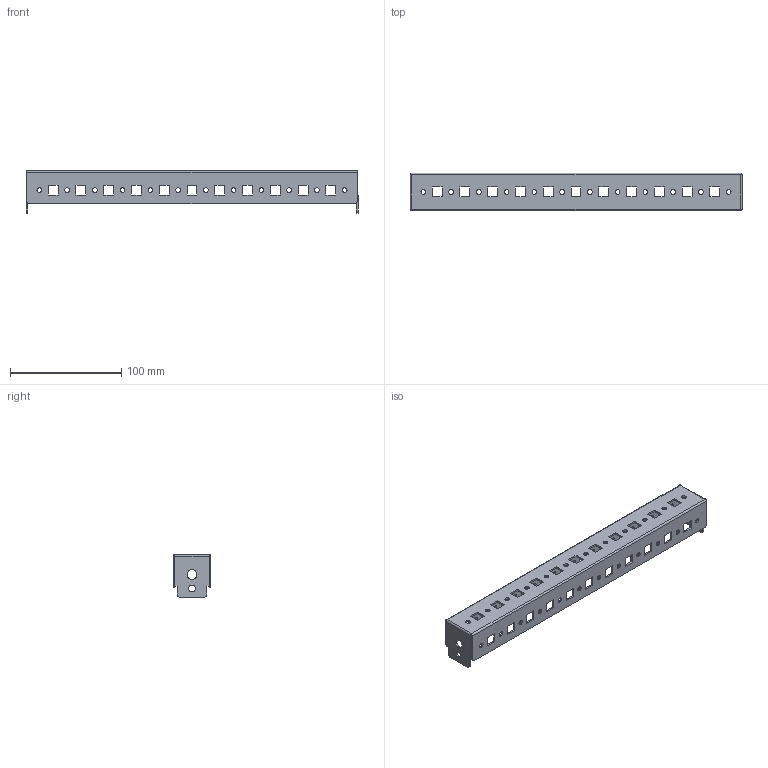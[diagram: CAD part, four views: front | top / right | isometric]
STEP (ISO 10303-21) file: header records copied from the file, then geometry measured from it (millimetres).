
FILE_DESCRIPTION (( 'STEP AP203' ), '1' );
FILE_NAME ('AC00C260.step', '2011-01-20T13:13:21', ( 'User' ), ( 'DKC' ), 'SwSTEP 2.0', 'SolidWorks 2010', '' );
FILE_SCHEMA (( 'CONFIG_CONTROL_DESIGN' ));
Length unit declared in the file: millimetre
Products named in the file (1): AC00C260
Bounding box: 299 x 34 x 38.5 mm (x, y, z)
Volume: 38645.9 mm3; surface area: 55545.9 mm2
Topology: 1 solids, 1 shells, 270 faces, 776 edges, 508 vertices
Faces by surface type: plane 174, cylinder 96
Entity records: 9181 total; most frequent: CARTESIAN_POINT 1555, ORIENTED_EDGE 1552, DIRECTION 1514, EDGE_CURVE 776, LINE 580, VECTOR 580, VERTEX_POINT 508, AXIS2_PLACEMENT_3D 467
